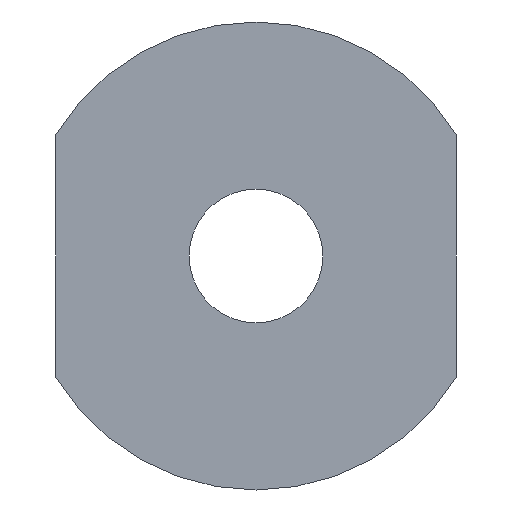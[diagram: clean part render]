
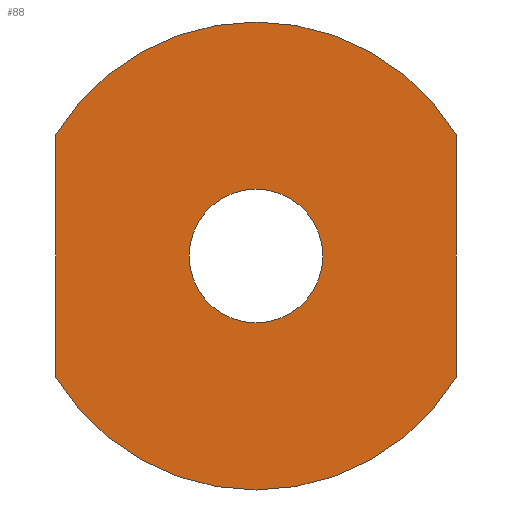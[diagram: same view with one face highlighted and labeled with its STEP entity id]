
A CAD part, left-side view. The second image highlights one B-rep face of the part: STEP entity #88.
In plain terms, the highlighted planar face has unit normal (-1, 0, 0).
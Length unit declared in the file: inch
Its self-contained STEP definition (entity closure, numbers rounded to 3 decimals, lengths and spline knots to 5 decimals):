
#1 = DIRECTION ( 'NONE',  ( 0., 0., 1. ) ) ;
#2 = LINE ( 'NONE', #155, #195 ) ;
#5 = CARTESIAN_POINT ( 'NONE',  ( 0., 0.48228, 0. ) ) ;
#9 = DIRECTION ( 'NONE',  ( 0., 0., 1. ) ) ;
#10 = DIRECTION ( 'NONE',  ( 0., 0., -1. ) ) ;
#11 = PLANE ( 'NONE',  #337 ) ;
#29 = VERTEX_POINT ( 'NONE', #68 ) ;
#38 = CARTESIAN_POINT ( 'NONE',  ( 0., 0., 0. ) ) ;
#45 = ORIENTED_EDGE ( 'NONE', *, *, #200, .F. ) ;
#46 = CARTESIAN_POINT ( 'NONE',  ( 0., -0.41243, 0.25 ) ) ;
#48 = EDGE_LOOP ( 'NONE', ( #213, #398 ) ) ;
#65 = DIRECTION ( 'NONE',  ( 1., 0., 0. ) ) ;
#68 = CARTESIAN_POINT ( 'NONE',  ( 0., 0., -0.48228 ) ) ;
#78 = EDGE_LOOP ( 'NONE', ( #313, #45, #220, #411, #92 ) ) ;
#81 = DIRECTION ( 'NONE',  ( 0., 0., -1. ) ) ;
#82 = AXIS2_PLACEMENT_3D ( 'NONE', #360, #65, #201 ) ;
#83 = VERTEX_POINT ( 'NONE', #347 ) ;
#88 = ADVANCED_FACE ( 'NONE', ( #376, #157 ), #11, .T. ) ;
#89 = AXIS2_PLACEMENT_3D ( 'NONE', #38, #296, #378 ) ;
#92 = ORIENTED_EDGE ( 'NONE', *, *, #128, .F. ) ;
#117 = DIRECTION ( 'NONE',  ( 0., 0., -1. ) ) ;
#118 = AXIS2_PLACEMENT_3D ( 'NONE', #393, #130, #198 ) ;
#128 = EDGE_CURVE ( 'NONE', #83, #329, #445, .T. ) ;
#130 = DIRECTION ( 'NONE',  ( 1., 0., 0. ) ) ;
#151 = CIRCLE ( 'NONE', #118, 0.48228 ) ;
#153 = DIRECTION ( 'NONE',  ( 1., 0., 0. ) ) ;
#154 = EDGE_CURVE ( 'NONE', #345, #83, #226, .T. ) ;
#155 = CARTESIAN_POINT ( 'NONE',  ( 0., -0.41243, 0.25 ) ) ;
#157 = FACE_BOUND ( 'NONE', #48, .T. ) ;
#165 = EDGE_CURVE ( 'NONE', #469, #263, #453, .T. ) ;
#177 = CARTESIAN_POINT ( 'NONE',  ( 0., 0., 0.1378 ) ) ;
#189 = AXIS2_PLACEMENT_3D ( 'NONE', #450, #452, #117 ) ;
#195 = VECTOR ( 'NONE', #10, 39.37008 ) ;
#197 = CARTESIAN_POINT ( 'NONE',  ( 0., 0., -0.1378 ) ) ;
#198 = DIRECTION ( 'NONE',  ( 0., 0., -1. ) ) ;
#200 = EDGE_CURVE ( 'NONE', #29, #345, #328, .T. ) ;
#201 = DIRECTION ( 'NONE',  ( 0., 0., -1. ) ) ;
#213 = ORIENTED_EDGE ( 'NONE', *, *, #270, .T. ) ;
#220 = ORIENTED_EDGE ( 'NONE', *, *, #365, .F. ) ;
#221 = DIRECTION ( 'NONE',  ( -1., 0., 0. ) ) ;
#226 = LINE ( 'NONE', #339, #364 ) ;
#246 = VERTEX_POINT ( 'NONE', #391 ) ;
#263 = VERTEX_POINT ( 'NONE', #197 ) ;
#270 = EDGE_CURVE ( 'NONE', #263, #469, #356, .T. ) ;
#296 = DIRECTION ( 'NONE',  ( 1., 0., 0. ) ) ;
#300 = CARTESIAN_POINT ( 'NONE',  ( 0., 0., 0. ) ) ;
#313 = ORIENTED_EDGE ( 'NONE', *, *, #154, .F. ) ;
#328 = CIRCLE ( 'NONE', #189, 0.48228 ) ;
#329 = VERTEX_POINT ( 'NONE', #46 ) ;
#331 = EDGE_CURVE ( 'NONE', #329, #246, #2, .T. ) ;
#337 = AXIS2_PLACEMENT_3D ( 'NONE', #5, #221, #9 ) ;
#339 = CARTESIAN_POINT ( 'NONE',  ( 0., 0.41243, -0.25 ) ) ;
#345 = VERTEX_POINT ( 'NONE', #355 ) ;
#347 = CARTESIAN_POINT ( 'NONE',  ( 0., 0.41243, 0.25 ) ) ;
#355 = CARTESIAN_POINT ( 'NONE',  ( 0., 0.41243, -0.25 ) ) ;
#356 = CIRCLE ( 'NONE', #82, 0.1378 ) ;
#360 = CARTESIAN_POINT ( 'NONE',  ( 0., 0., 0. ) ) ;
#364 = VECTOR ( 'NONE', #1, 39.37008 ) ;
#365 = EDGE_CURVE ( 'NONE', #246, #29, #151, .T. ) ;
#376 = FACE_OUTER_BOUND ( 'NONE', #78, .T. ) ;
#378 = DIRECTION ( 'NONE',  ( 0., 0., -1. ) ) ;
#391 = CARTESIAN_POINT ( 'NONE',  ( 0., -0.41243, -0.25 ) ) ;
#393 = CARTESIAN_POINT ( 'NONE',  ( 0., 0., 0. ) ) ;
#398 = ORIENTED_EDGE ( 'NONE', *, *, #165, .T. ) ;
#405 = AXIS2_PLACEMENT_3D ( 'NONE', #300, #153, #81 ) ;
#411 = ORIENTED_EDGE ( 'NONE', *, *, #331, .F. ) ;
#445 = CIRCLE ( 'NONE', #89, 0.48228 ) ;
#450 = CARTESIAN_POINT ( 'NONE',  ( 0., 0., 0. ) ) ;
#452 = DIRECTION ( 'NONE',  ( 1., 0., 0. ) ) ;
#453 = CIRCLE ( 'NONE', #405, 0.1378 ) ;
#469 = VERTEX_POINT ( 'NONE', #177 ) ;
